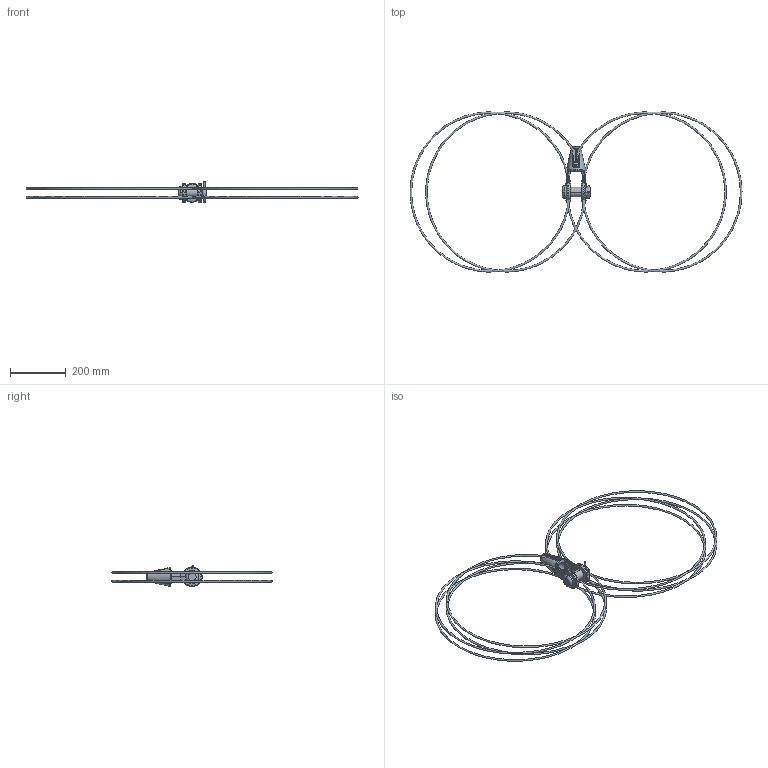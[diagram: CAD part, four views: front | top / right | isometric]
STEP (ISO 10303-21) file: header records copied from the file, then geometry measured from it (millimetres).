
FILE_DESCRIPTION((''),'2;1');
FILE_NAME('CROSBY_416_075_1039691-1039708','2011-08-31T',('Alan Doughty'),('The Crosby Group LLC'),'PRO/ENGINEER BY PARAMETRIC TECHNOLOGY CORPORATION, 2010230','PRO/ENGINEER BY PARAMETRIC TECHNOLOGY CORPORATION, 2010230','');
FILE_SCHEMA(('CONFIG_CONTROL_DESIGN'));
Length unit declared in the file: inch
Products named in the file (1): CROSBY_416_075_1039691-1039708
Bounding box: 1195.76 x 577.33 x 75.14 mm (x, y, z)
Surface area: 357778.3 mm2 (no closed solid volume)
Topology: 0 solids, 0 shells, 267 faces, 1320 edges, 1304 vertices
Faces by surface type: bspline 247, torus 20
Entity records: 28840 total; most frequent: CARTESIAN_POINT 18952, DEFINITIONAL_REPRESENTATION 1288, PCURVE 1288, COMPOSITE_CURVE_SEGMENT 1288, DIRECTION 1258, TRIMMED_CURVE 1012, B_SPLINE_CURVE_WITH_KNOTS 920, VECTOR 806
